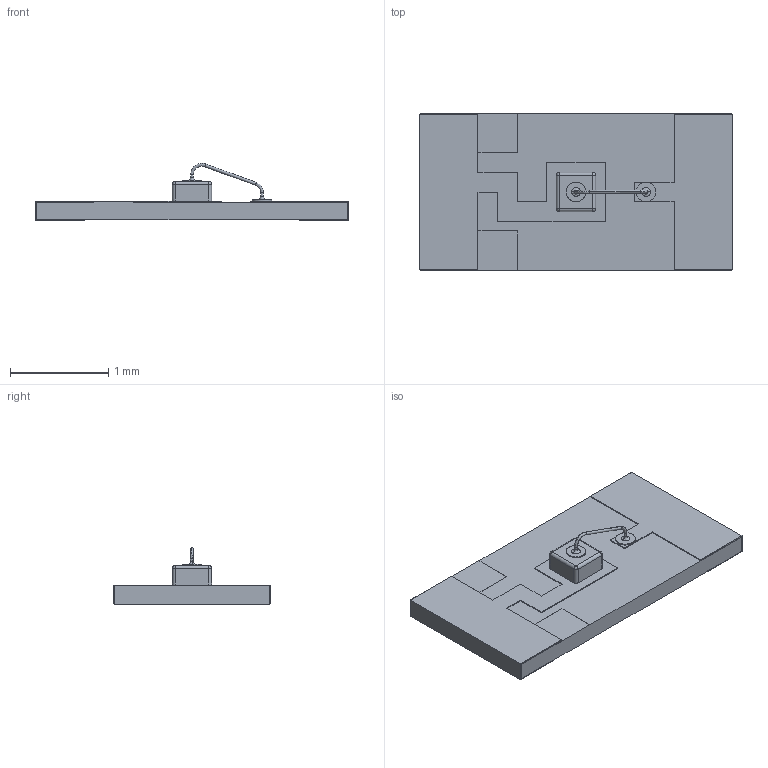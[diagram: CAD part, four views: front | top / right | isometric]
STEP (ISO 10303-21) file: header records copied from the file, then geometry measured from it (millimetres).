
FILE_DESCRIPTION(/* description */ (''),/* implementation_level */ '2;1');
FILE_NAME(/* name */ 'SMD120~1',/* time_stamp */ '2015-09-24T12:11:50+03:00',/* author */ (''),/* organization */ (''),/* preprocessor_version */ 'ST-DEVELOPER v15',/* originating_system */ '',/* authorisation */ '');
FILE_SCHEMA (('AUTOMOTIVE_DESIGN'));
Length unit declared in the file: millimetre
Products named in the file (1): Document
Bounding box: 3.2 x 1.6 x 0.58 mm (x, y, z)
Volume: 0 mm3; surface area: 12.6 mm2
Topology: 7 solids, 30 shells, 98 faces, 336 edges, 267 vertices
Faces by surface type: bspline 98
Entity records: 6858 total; most frequent: CARTESIAN_POINT 3075, B_SPLINE_CURVE_WITH_KNOTS 733, ORIENTED_EDGE 465, PCURVE 465, DEFINITIONAL_REPRESENTATION 465, SURFACE_CURVE 331, EDGE_CURVE 331, VERTEX_POINT 267
